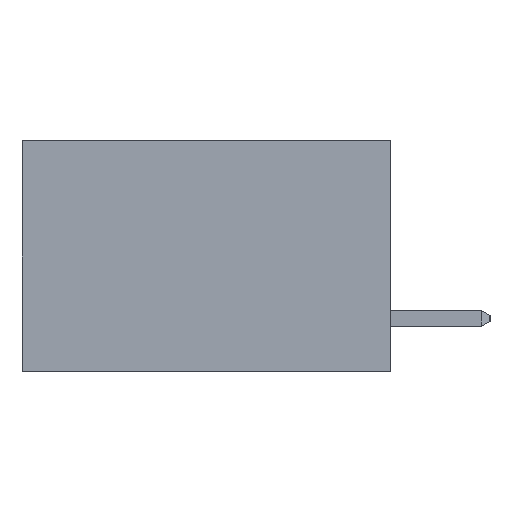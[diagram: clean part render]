
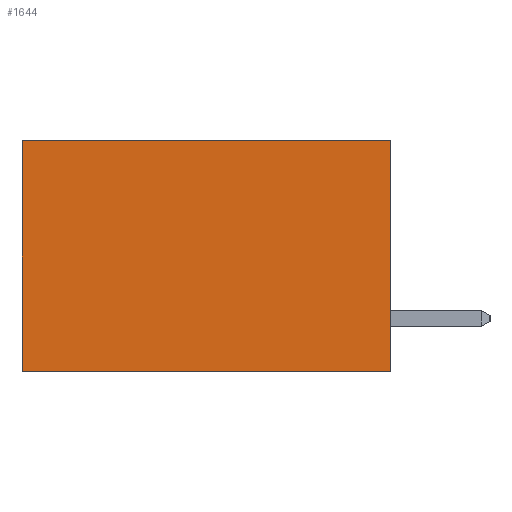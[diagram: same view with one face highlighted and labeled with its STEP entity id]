
A CAD part, left-side view. The second image highlights one B-rep face of the part: STEP entity #1644.
In plain terms, the highlighted planar face has unit normal (-1, 0, 0).
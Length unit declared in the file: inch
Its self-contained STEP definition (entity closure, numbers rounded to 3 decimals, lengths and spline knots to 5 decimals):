
#198 = EDGE_CURVE ( 'NONE', #1800, #4154, #7414, .T. ) ;
#254 = DIRECTION ( 'NONE',  ( 0., 0., -1. ) ) ;
#322 = EDGE_LOOP ( 'NONE', ( #1085, #1696, #3905, #3194 ) ) ;
#352 = EDGE_CURVE ( 'NONE', #4154, #895, #1931, .T. ) ;
#895 = VERTEX_POINT ( 'NONE', #1651 ) ;
#981 = DIRECTION ( 'NONE',  ( 0., 1., 0. ) ) ;
#1085 = ORIENTED_EDGE ( 'NONE', *, *, #352, .T. ) ;
#1170 = CARTESIAN_POINT ( 'NONE',  ( 0.277, 0.59, -0.37 ) ) ;
#1366 = CARTESIAN_POINT ( 'NONE',  ( 0.277, 0., -0.37 ) ) ;
#1644 = ADVANCED_FACE ( 'NONE', ( #3113 ), #4816, .F. ) ;
#1651 = CARTESIAN_POINT ( 'NONE',  ( 0.277, 0.59, -0.37 ) ) ;
#1696 = ORIENTED_EDGE ( 'NONE', *, *, #3932, .F. ) ;
#1800 = VERTEX_POINT ( 'NONE', #7227 ) ;
#1931 = LINE ( 'NONE', #1170, #4642 ) ;
#1954 = DIRECTION ( 'NONE',  ( 1., 0., 0. ) ) ;
#3028 = VECTOR ( 'NONE', #5379, 39.37008 ) ;
#3113 = FACE_OUTER_BOUND ( 'NONE', #322, .T. ) ;
#3194 = ORIENTED_EDGE ( 'NONE', *, *, #198, .T. ) ;
#3334 = CARTESIAN_POINT ( 'NONE',  ( 0.277, 0.59, 0. ) ) ;
#3584 = VECTOR ( 'NONE', #4317, 39.37008 ) ;
#3757 = LINE ( 'NONE', #6599, #3584 ) ;
#3905 = ORIENTED_EDGE ( 'NONE', *, *, #6465, .F. ) ;
#3932 = EDGE_CURVE ( 'NONE', #6103, #895, #3757, .T. ) ;
#4154 = VERTEX_POINT ( 'NONE', #3334 ) ;
#4317 = DIRECTION ( 'NONE',  ( 0., 1., 0. ) ) ;
#4559 = AXIS2_PLACEMENT_3D ( 'NONE', #1366, #1954, #5963 ) ;
#4642 = VECTOR ( 'NONE', #254, 39.37008 ) ;
#4804 = CARTESIAN_POINT ( 'NONE',  ( 0.277, 0., -0.37 ) ) ;
#4816 = PLANE ( 'NONE',  #4559 ) ;
#5054 = CARTESIAN_POINT ( 'NONE',  ( 0.277, 0., -0.37 ) ) ;
#5379 = DIRECTION ( 'NONE',  ( 0., 0., -1. ) ) ;
#5703 = VECTOR ( 'NONE', #981, 39.37008 ) ;
#5963 = DIRECTION ( 'NONE',  ( 0., 0., -1. ) ) ;
#6094 = CARTESIAN_POINT ( 'NONE',  ( 0.277, 0., 0. ) ) ;
#6103 = VERTEX_POINT ( 'NONE', #5054 ) ;
#6255 = LINE ( 'NONE', #4804, #3028 ) ;
#6465 = EDGE_CURVE ( 'NONE', #1800, #6103, #6255, .T. ) ;
#6599 = CARTESIAN_POINT ( 'NONE',  ( 0.277, 0., -0.37 ) ) ;
#7227 = CARTESIAN_POINT ( 'NONE',  ( 0.277, 0., 0. ) ) ;
#7414 = LINE ( 'NONE', #6094, #5703 ) ;
